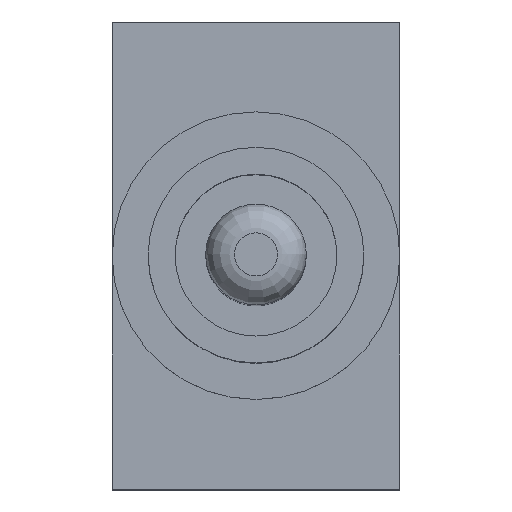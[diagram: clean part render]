
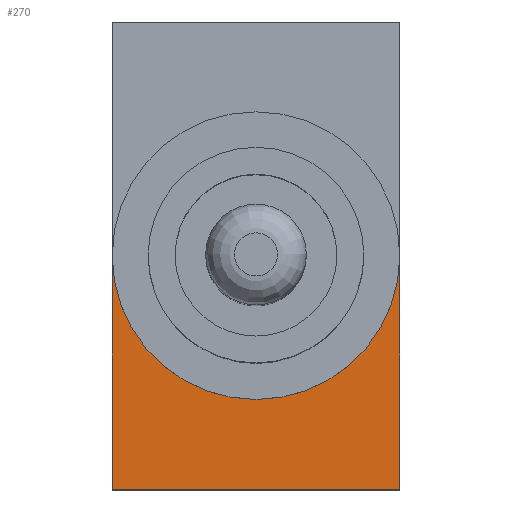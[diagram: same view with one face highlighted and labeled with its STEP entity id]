
A CAD part, top view. The second image highlights one B-rep face of the part: STEP entity #270.
In plain terms, the highlighted planar face has unit normal (0, 0, 1).
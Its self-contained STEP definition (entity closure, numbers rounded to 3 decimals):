
#210 = VERTEX_POINT('',#211);
#211 = CARTESIAN_POINT('',(8.,-6.5,9.5));
#212 = VERTEX_POINT('',#213);
#213 = CARTESIAN_POINT('',(0.,-6.5,9.5));
#228 = EDGE_CURVE('',#212,#210,#229,.T.);
#229 = CIRCLE('',#230,4.);
#230 = AXIS2_PLACEMENT_3D('',#231,#232,#233);
#231 = CARTESIAN_POINT('',(4.,-6.5,9.5));
#232 = DIRECTION('',(0.,0.,1.));
#233 = DIRECTION('',(1.,0.,0.));
#270 = ADVANCED_FACE('',(#271),#296,.T.);
#271 = FACE_BOUND('',#272,.T.);
#272 = EDGE_LOOP('',(#273,#274,#282,#290));
#273 = ORIENTED_EDGE('',*,*,#228,.F.);
#274 = ORIENTED_EDGE('',*,*,#275,.F.);
#275 = EDGE_CURVE('',#276,#212,#278,.T.);
#276 = VERTEX_POINT('',#277);
#277 = CARTESIAN_POINT('',(0.,-13.,9.5));
#278 = LINE('',#279,#280);
#279 = CARTESIAN_POINT('',(0.,-13.,9.5));
#280 = VECTOR('',#281,1.);
#281 = DIRECTION('',(0.,1.,0.));
#282 = ORIENTED_EDGE('',*,*,#283,.F.);
#283 = EDGE_CURVE('',#284,#276,#286,.T.);
#284 = VERTEX_POINT('',#285);
#285 = CARTESIAN_POINT('',(8.,-13.,9.5));
#286 = LINE('',#287,#288);
#287 = CARTESIAN_POINT('',(8.,-13.,9.5));
#288 = VECTOR('',#289,1.);
#289 = DIRECTION('',(-1.,0.,0.));
#290 = ORIENTED_EDGE('',*,*,#291,.F.);
#291 = EDGE_CURVE('',#210,#284,#292,.T.);
#292 = LINE('',#293,#294);
#293 = CARTESIAN_POINT('',(8.,0.,9.5));
#294 = VECTOR('',#295,1.);
#295 = DIRECTION('',(0.,-1.,0.));
#296 = PLANE('',#297);
#297 = AXIS2_PLACEMENT_3D('',#298,#299,#300);
#298 = CARTESIAN_POINT('',(4.,-6.5,9.5));
#299 = DIRECTION('',(0.,0.,1.));
#300 = DIRECTION('',(1.,0.,0.));
